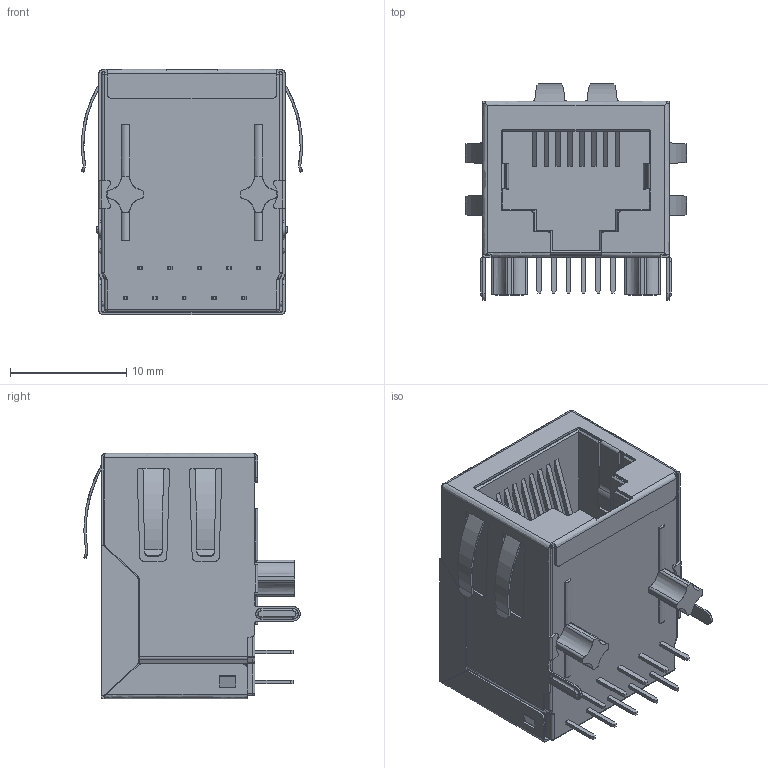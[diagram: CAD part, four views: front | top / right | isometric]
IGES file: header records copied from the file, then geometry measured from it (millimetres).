
Start section: SolidWorks IGES file using analytic representation for surfaces
Global section: file name: G8X-188S7-BP_A1.IGS; native system: SolidWorks 2018; preprocessor: SolidWorks 2018; author: Garrett; date: 181004.140901; units: millimetre
Bounding box: 19 x 18.6 x 21.1 mm (x, y, z)
Surface area: 4779.6 mm2 (no closed solid volume)
Topology: 0 solids, 0 shells, 611 faces, 4432 edges, 4424 vertices
Faces by surface type: bspline 400, revolution 211
